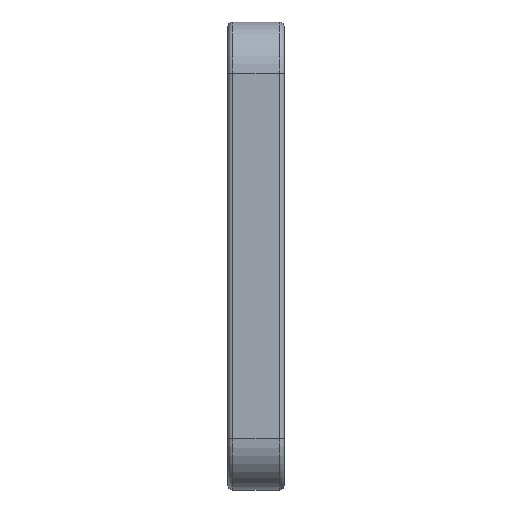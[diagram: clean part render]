
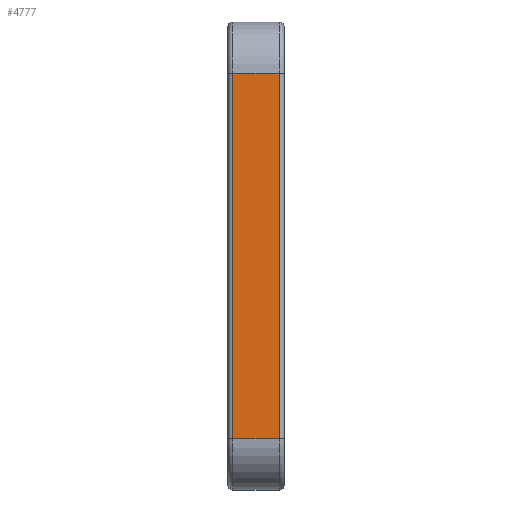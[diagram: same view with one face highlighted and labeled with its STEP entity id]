
A CAD part, left-side view. The second image highlights one B-rep face of the part: STEP entity #4777.
In plain terms, the highlighted planar face has unit normal (-1, 0, 0).
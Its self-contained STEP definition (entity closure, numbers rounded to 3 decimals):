
#108 = VERTEX_POINT ( 'NONE', #2847 ) ;
#117 = VECTOR ( 'NONE', #4726, 1000. ) ;
#412 = CARTESIAN_POINT ( 'NONE',  ( -164.34, 7., -35.51 ) ) ;
#738 = LINE ( 'NONE', #412, #117 ) ;
#892 = AXIS2_PLACEMENT_3D ( 'NONE', #2720, #1939, #3499 ) ;
#1227 = EDGE_CURVE ( 'NONE', #108, #3464, #3519, .T. ) ;
#1361 = ORIENTED_EDGE ( 'NONE', *, *, #1227, .F. ) ;
#1704 = CARTESIAN_POINT ( 'NONE',  ( -164.34, 7., -35.51 ) ) ;
#1774 = FACE_OUTER_BOUND ( 'NONE', #4381, .T. ) ;
#1939 = DIRECTION ( 'NONE',  ( 1., 0., 0. ) ) ;
#2049 = ORIENTED_EDGE ( 'NONE', *, *, #5105, .T. ) ;
#2205 = CARTESIAN_POINT ( 'NONE',  ( -164.34, 4., -35.51 ) ) ;
#2468 = VECTOR ( 'NONE', #3858, 1000. ) ;
#2552 = ORIENTED_EDGE ( 'NONE', *, *, #4335, .T. ) ;
#2720 = CARTESIAN_POINT ( 'NONE',  ( -164.34, 4., -35.51 ) ) ;
#2847 = CARTESIAN_POINT ( 'NONE',  ( -164.34, 7., 35.51 ) ) ;
#3012 = DIRECTION ( 'NONE',  ( 0., -1., 0. ) ) ;
#3306 = DIRECTION ( 'NONE',  ( 0., -1., 0. ) ) ;
#3464 = VERTEX_POINT ( 'NONE', #4423 ) ;
#3499 = DIRECTION ( 'NONE',  ( 0., 0., -1. ) ) ;
#3519 = LINE ( 'NONE', #4004, #4679 ) ;
#3852 = PLANE ( 'NONE',  #892 ) ;
#3858 = DIRECTION ( 'NONE',  ( 0., 0., 1. ) ) ;
#3886 = LINE ( 'NONE', #2205, #4804 ) ;
#4004 = CARTESIAN_POINT ( 'NONE',  ( -164.34, 4., 35.51 ) ) ;
#4267 = ORIENTED_EDGE ( 'NONE', *, *, #4495, .T. ) ;
#4335 = EDGE_CURVE ( 'NONE', #4995, #5068, #3886, .T. ) ;
#4381 = EDGE_LOOP ( 'NONE', ( #1361, #4267, #2552, #2049 ) ) ;
#4423 = CARTESIAN_POINT ( 'NONE',  ( -164.34, -2., 35.51 ) ) ;
#4495 = EDGE_CURVE ( 'NONE', #108, #4995, #738, .T. ) ;
#4558 = LINE ( 'NONE', #4665, #2468 ) ;
#4665 = CARTESIAN_POINT ( 'NONE',  ( -164.34, -2., 35.51 ) ) ;
#4679 = VECTOR ( 'NONE', #3306, 1000. ) ;
#4726 = DIRECTION ( 'NONE',  ( 0., 0., -1. ) ) ;
#4777 = ADVANCED_FACE ( 'NONE', ( #1774 ), #3852, .F. ) ;
#4804 = VECTOR ( 'NONE', #3012, 1000. ) ;
#4870 = CARTESIAN_POINT ( 'NONE',  ( -164.34, -2., -35.51 ) ) ;
#4995 = VERTEX_POINT ( 'NONE', #1704 ) ;
#5068 = VERTEX_POINT ( 'NONE', #4870 ) ;
#5105 = EDGE_CURVE ( 'NONE', #5068, #3464, #4558, .T. ) ;
